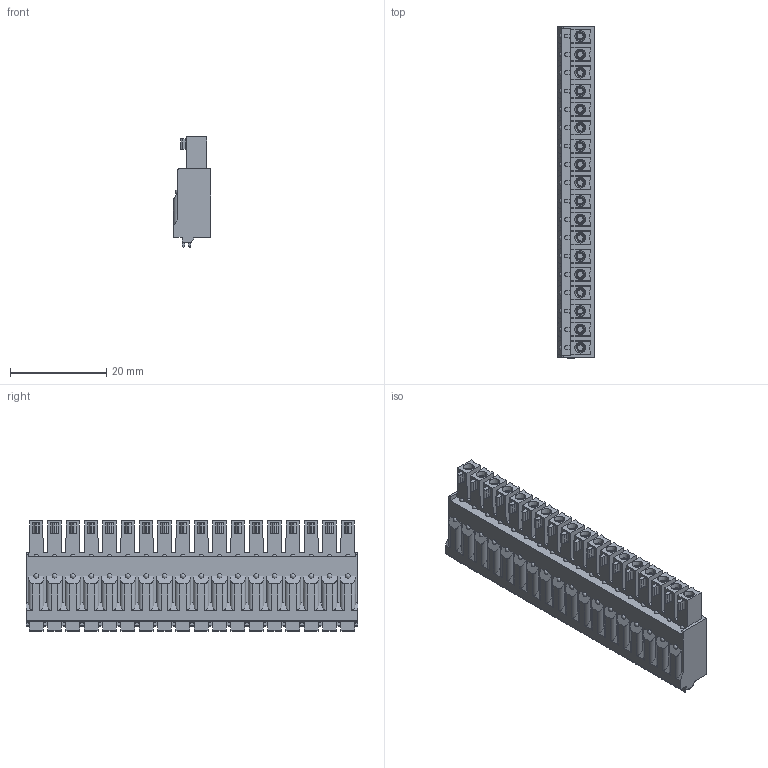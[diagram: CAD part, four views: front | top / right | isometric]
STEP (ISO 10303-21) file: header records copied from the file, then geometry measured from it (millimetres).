
FILE_DESCRIPTION((''),'2;1');
FILE_NAME('TLPS-107-04P-X','2024-09-20T',('sheji'),(''),'PRO/ENGINEER BY PARAMETRIC TECHNOLOGY CORPORATION, 2015240','PRO/ENGINEER BY PARAMETRIC TECHNOLOGY CORPORATION, 2015240','');
FILE_SCHEMA(('CONFIG_CONTROL_DESIGN'));
Length unit declared in the file: millimetre
Products named in the file (1): TLPS-107-04P-X
Bounding box: 7.75 x 68.97 x 22.9 mm (x, y, z)
Volume: 8188.1 mm3; surface area: 6180.9 mm2
Topology: 1 solids, 1 shells, 1158 faces, 3213 edges, 2110 vertices
Faces by surface type: plane 574, cylinder 404, cone 108, torus 36, sphere 36
Entity records: 37813 total; most frequent: CARTESIAN_POINT 7419, DIRECTION 6529, ORIENTED_EDGE 6354, EDGE_CURVE 3177, AXIS2_PLACEMENT_3D 2338, VERTEX_POINT 2110, VECTOR 1853, LINE 1853
